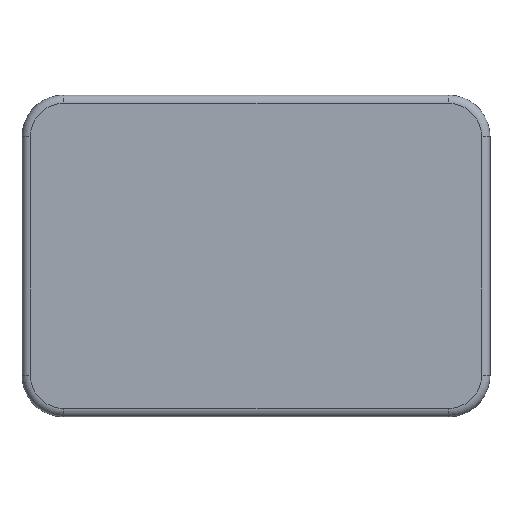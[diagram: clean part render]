
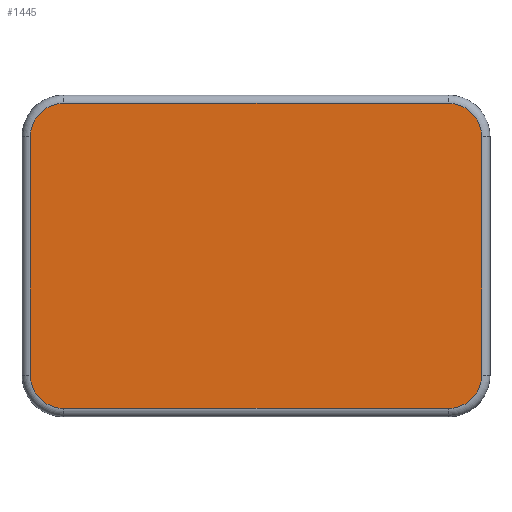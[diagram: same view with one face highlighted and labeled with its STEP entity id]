
A CAD part, top view. The second image highlights one B-rep face of the part: STEP entity #1445.
In plain terms, the highlighted planar face has unit normal (0, 0, 1).
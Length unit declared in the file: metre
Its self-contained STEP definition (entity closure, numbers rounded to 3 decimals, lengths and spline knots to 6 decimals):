
#30=LINE('',#2440,#118);
#31=LINE('',#2445,#119);
#32=LINE('',#2449,#120);
#33=LINE('',#2453,#121);
#118=VECTOR('',#1899,1.);
#119=VECTOR('',#1902,1.);
#120=VECTOR('',#1905,1.);
#121=VECTOR('',#1908,1.);
#249=PLANE('',#1607);
#332=ORIENTED_EDGE('',*,*,#736,.T.);
#333=ORIENTED_EDGE('',*,*,#737,.T.);
#334=ORIENTED_EDGE('',*,*,#738,.T.);
#335=ORIENTED_EDGE('',*,*,#739,.T.);
#336=ORIENTED_EDGE('',*,*,#740,.T.);
#337=ORIENTED_EDGE('',*,*,#741,.T.);
#338=ORIENTED_EDGE('',*,*,#742,.T.);
#339=ORIENTED_EDGE('',*,*,#743,.T.);
#736=EDGE_CURVE('',#940,#941,#30,.T.);
#737=EDGE_CURVE('',#941,#942,#1060,.T.);
#738=EDGE_CURVE('',#942,#943,#31,.T.);
#739=EDGE_CURVE('',#943,#944,#1061,.T.);
#740=EDGE_CURVE('',#944,#945,#32,.T.);
#741=EDGE_CURVE('',#945,#946,#1062,.T.);
#742=EDGE_CURVE('',#946,#947,#33,.T.);
#743=EDGE_CURVE('',#947,#940,#1063,.T.);
#940=VERTEX_POINT('',#2441);
#941=VERTEX_POINT('',#2442);
#942=VERTEX_POINT('',#2444);
#943=VERTEX_POINT('',#2446);
#944=VERTEX_POINT('',#2448);
#945=VERTEX_POINT('',#2450);
#946=VERTEX_POINT('',#2452);
#947=VERTEX_POINT('',#2454);
#1060=CIRCLE('',#1608,0.008);
#1061=CIRCLE('',#1609,0.008);
#1062=CIRCLE('',#1610,0.008);
#1063=CIRCLE('',#1611,0.008);
#1182=EDGE_LOOP('',(#332,#333,#334,#335,#336,#337,#338,#339));
#1294=FACE_BOUND('',#1182,.T.);
#1445=ADVANCED_FACE('',(#1294),#249,.T.);
#1607=AXIS2_PLACEMENT_3D('',#2439,#1897,#1898);
#1608=AXIS2_PLACEMENT_3D('',#2443,#1900,#1901);
#1609=AXIS2_PLACEMENT_3D('',#2447,#1903,#1904);
#1610=AXIS2_PLACEMENT_3D('',#2451,#1906,#1907);
#1611=AXIS2_PLACEMENT_3D('',#2455,#1909,#1910);
#1897=DIRECTION('',(0.,0.,1.));
#1898=DIRECTION('',(1.,0.,0.));
#1899=DIRECTION('',(0.,-1.,0.));
#1900=DIRECTION('',(0.,0.,1.));
#1901=DIRECTION('',(1.,0.,0.));
#1902=DIRECTION('',(1.,0.,0.));
#1903=DIRECTION('',(0.,0.,1.));
#1904=DIRECTION('',(1.,0.,0.));
#1905=DIRECTION('',(0.,1.,0.));
#1906=DIRECTION('',(0.,0.,1.));
#1907=DIRECTION('',(1.,0.,0.));
#1908=DIRECTION('',(-1.,0.,0.));
#1909=DIRECTION('',(0.,0.,1.));
#1910=DIRECTION('',(1.,0.,0.));
#2439=CARTESIAN_POINT('',(0.,0.,0.00635));
#2440=CARTESIAN_POINT('',(-0.054234,-0.028659,0.00635));
#2441=CARTESIAN_POINT('',(-0.054234,0.028659,0.00635));
#2442=CARTESIAN_POINT('',(-0.054234,-0.028659,0.00635));
#2443=CARTESIAN_POINT('',(-0.046234,-0.028659,0.00635));
#2444=CARTESIAN_POINT('',(-0.046234,-0.036659,0.00635));
#2445=CARTESIAN_POINT('',(0.046234,-0.036659,0.00635));
#2446=CARTESIAN_POINT('',(0.046234,-0.036659,0.00635));
#2447=CARTESIAN_POINT('',(0.046234,-0.028659,0.00635));
#2448=CARTESIAN_POINT('',(0.054234,-0.028659,0.00635));
#2449=CARTESIAN_POINT('',(0.054234,0.028659,0.00635));
#2450=CARTESIAN_POINT('',(0.054234,0.028659,0.00635));
#2451=CARTESIAN_POINT('',(0.046234,0.028659,0.00635));
#2452=CARTESIAN_POINT('',(0.046234,0.036659,0.00635));
#2453=CARTESIAN_POINT('',(-0.046234,0.036659,0.00635));
#2454=CARTESIAN_POINT('',(-0.046234,0.036659,0.00635));
#2455=CARTESIAN_POINT('',(-0.046234,0.028659,0.00635));
